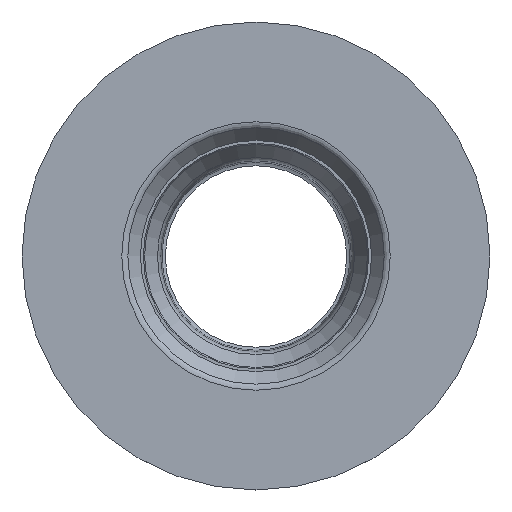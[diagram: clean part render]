
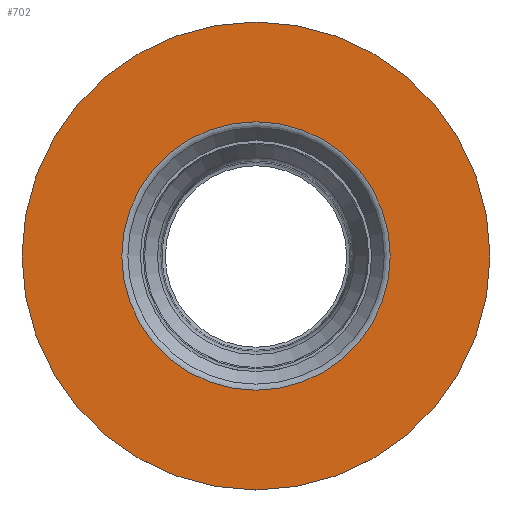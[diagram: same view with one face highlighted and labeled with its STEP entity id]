
A CAD part, top view. The second image highlights one B-rep face of the part: STEP entity #702.
In plain terms, the highlighted planar face has unit normal (0, 0, 1).
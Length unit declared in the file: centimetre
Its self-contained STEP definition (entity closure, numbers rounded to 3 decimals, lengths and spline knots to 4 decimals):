
#39=FACE_BOUND('',#202,.T.);
#47=PLANE('',#795);
#150=FACE_OUTER_BOUND('',#201,.T.);
#201=EDGE_LOOP('',(#572));
#202=EDGE_LOOP('',(#573));
#260=CIRCLE('',#789,70.2863);
#262=CIRCLE('',#793,122.5);
#329=VERTEX_POINT('',#1238);
#331=VERTEX_POINT('',#1246);
#412=EDGE_CURVE('',#329,#329,#260,.T.);
#416=EDGE_CURVE('',#331,#331,#262,.T.);
#572=ORIENTED_EDGE('',*,*,#416,.F.);
#573=ORIENTED_EDGE('',*,*,#412,.T.);
#702=ADVANCED_FACE('',(#150,#39),#47,.T.);
#789=AXIS2_PLACEMENT_3D('',#1240,#995,#996);
#793=AXIS2_PLACEMENT_3D('',#1248,#1005,#1006);
#795=AXIS2_PLACEMENT_3D('',#1250,#1009,#1010);
#995=DIRECTION('center_axis',(0.,0.,-1.));
#996=DIRECTION('ref_axis',(1.,0.,0.));
#1005=DIRECTION('center_axis',(0.,0.,-1.));
#1006=DIRECTION('ref_axis',(1.,0.,0.));
#1009=DIRECTION('center_axis',(0.,0.,1.));
#1010=DIRECTION('ref_axis',(-1.,0.,0.));
#1238=CARTESIAN_POINT('',(-70.2863,0.,68.));
#1240=CARTESIAN_POINT('Origin',(0.,0.,
68.));
#1246=CARTESIAN_POINT('',(0.,-122.5,68.));
#1248=CARTESIAN_POINT('Origin',(0.,0.,68.));
#1250=CARTESIAN_POINT('Origin',(0.,0.,
68.));
